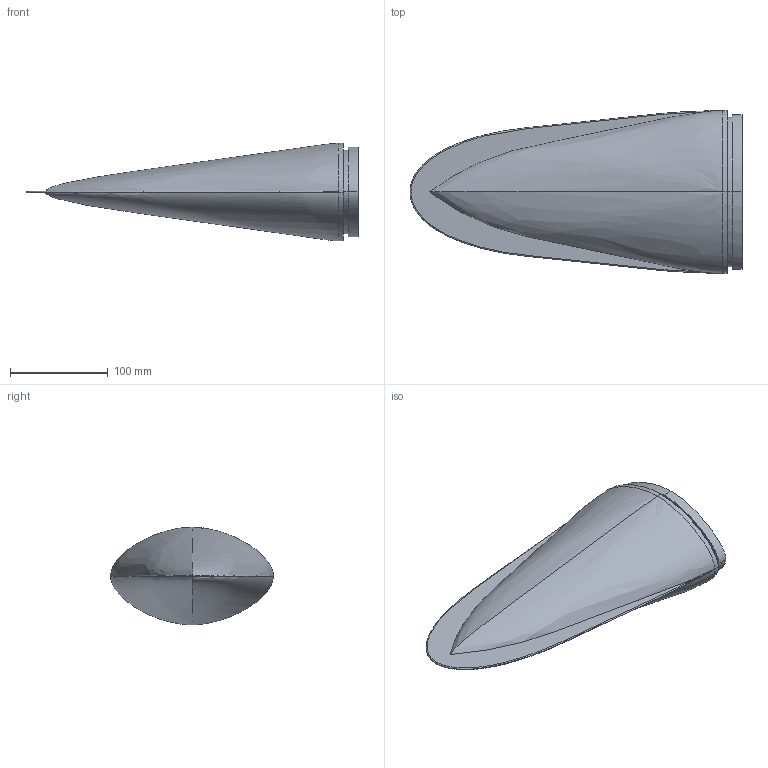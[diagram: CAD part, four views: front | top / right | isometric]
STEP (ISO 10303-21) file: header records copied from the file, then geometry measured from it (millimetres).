
FILE_DESCRIPTION (( 'STEP AP203' ), '1' );
FILE_NAME ('tail.STEP', '2023-07-12T00:52:07', ( '' ), ( '' ), 'SwSTEP 2.0', 'SolidWorks 2022', '' );
FILE_SCHEMA (( 'CONFIG_CONTROL_DESIGN' ));
Length unit declared in the file: millimetre
Products named in the file (2): Tail; tail
Assembly tree (1 placements, depth 2):
  tail
    Tail
Bounding box: 339.98 x 166.67 x 100 mm (x, y, z)
Volume: 1881853.3 mm3; surface area: 121568.5 mm2
Topology: 1 solids, 1 shells, 33 faces, 127 edges, 94 vertices
Faces by surface type: bspline 22, plane 7, cylinder 4
Entity records: 21501 total; most frequent: CARTESIAN_POINT 20488, ORIENTED_EDGE 246, EDGE_CURVE 123, B_SPLINE_CURVE_WITH_KNOTS 95, VERTEX_POINT 94, DIRECTION 66, EDGE_LOOP 35, ADVANCED_FACE 33
